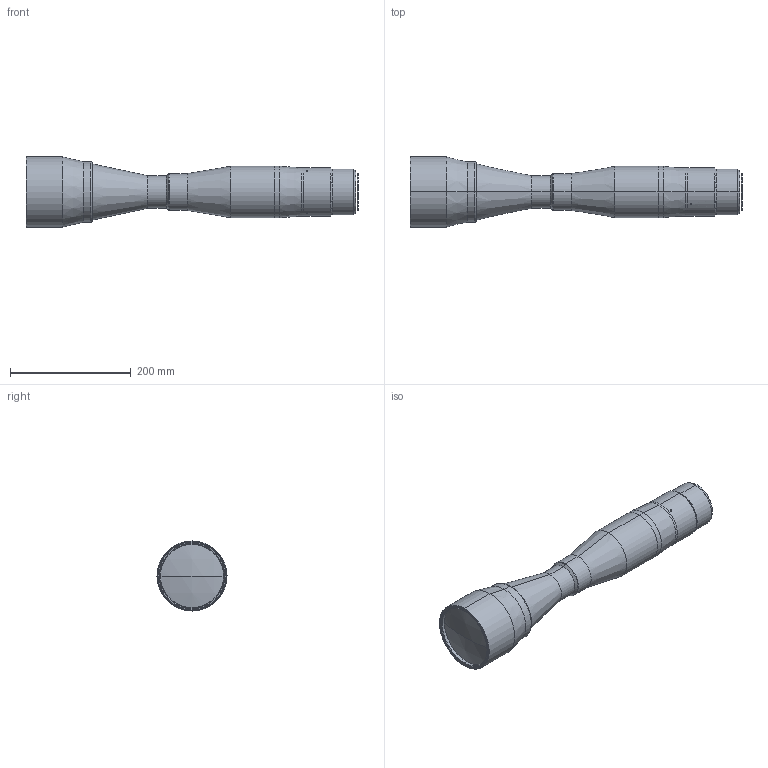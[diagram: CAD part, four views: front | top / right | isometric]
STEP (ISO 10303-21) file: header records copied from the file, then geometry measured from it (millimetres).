
FILE_DESCRIPTION (( 'STEP AP214' ), '1' );
FILE_NAME ('TC12K080.STEP', '2014-04-10T10:49:50', ( 'user' ), ( '' ), 'SwSTEP 2.0', 'SolidWorks 2013', '' );
FILE_SCHEMA (( 'AUTOMOTIVE_DESIGN' ));
Length unit declared in the file: millimetre
Products named in the file (1): TC12K080
Bounding box: 549.44 x 116 x 116 mm (x, y, z)
Surface area: 193237.6 mm2 (no closed solid volume)
Topology: 0 solids, 13 shells, 98 faces, 236 edges, 154 vertices
Faces by surface type: cylinder 48, plane 23, cone 21, torus 4, sphere 2
Entity records: 4192 total; most frequent: CARTESIAN_POINT 729, DIRECTION 555, ORIENTED_EDGE 414, EDGE_CURVE 236, AXIS2_PLACEMENT_3D 236, VERTEX_POINT 154, CIRCLE 137, EDGE_LOOP 118
